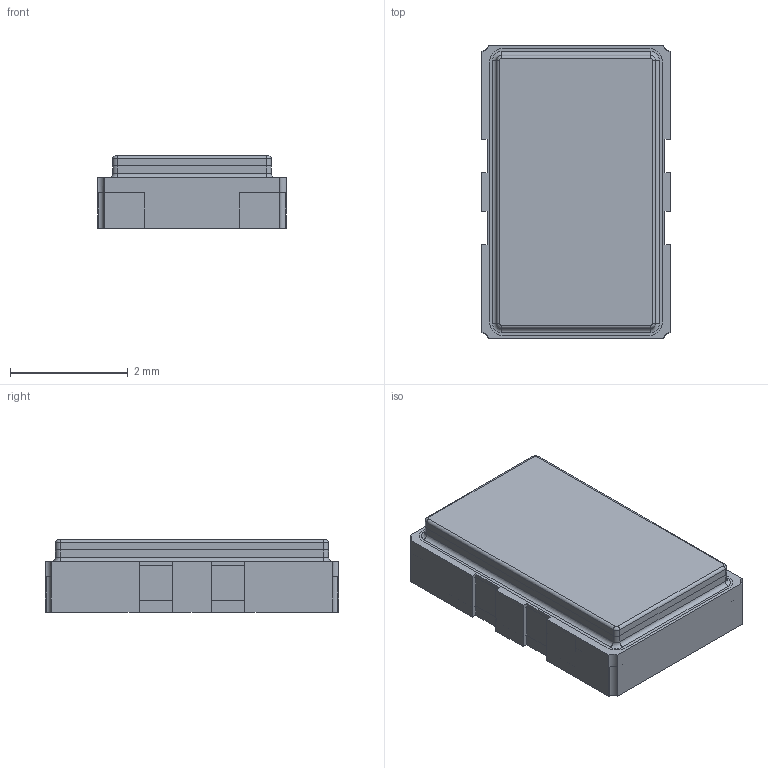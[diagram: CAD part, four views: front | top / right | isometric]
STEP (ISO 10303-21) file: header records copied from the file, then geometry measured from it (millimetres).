
FILE_DESCRIPTION(('FreeCAD Model'),'2;1');
FILE_NAME('Oscillator.3dshapes/Oscillator_SMD_Fox_FT5H_5.0x3.2mm.step', '2020-09-13T19:05:57',('kicad StepUp'),('ksu MCAD'), 'Open CASCADE STEP processor 7.3','FreeCAD','Unknown');
FILE_SCHEMA(('AUTOMOTIVE_DESIGN { 1 0 10303 214 1 1 1 1 }'));
Length unit declared in the file: millimetre
Products named in the file (1): Oscillator_SMD_Fox_FT5H_5.0x3.2mm
Bounding box: 3.2 x 5 x 1.23 mm (x, y, z)
Volume: 18.2 mm3; surface area: 136.2 mm2
Topology: 3 solids, 3 shells, 170 faces, 518 edges, 340 vertices
Faces by surface type: plane 130, cylinder 32, revolution 4, torus 4
Entity records: 6994 total; most frequent: CARTESIAN_POINT 1057, ORIENTED_EDGE 1036, DIRECTION 936, EDGE_CURVE 518, LINE 438, VECTOR 438, VERTEX_POINT 340, AXIS2_PLACEMENT_3D 247
